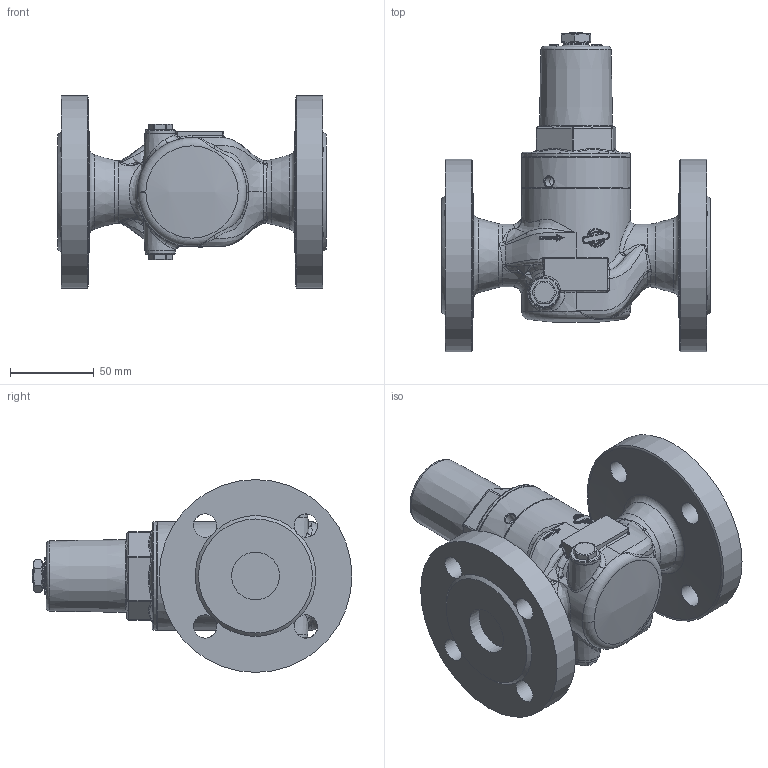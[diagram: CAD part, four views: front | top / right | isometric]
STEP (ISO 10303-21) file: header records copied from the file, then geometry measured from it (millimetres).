
FILE_DESCRIPTION(/* description */ (''),/* implementation_level */ '2;1');
FILE_NAME(/* name */ '082404.stp',/* time_stamp */ '2024-01-22T09:48:36+01:00',/* author */ ('gninka'),/* organization */ (''),/* preprocessor_version */ 'ST-DEVELOPER v19',/* originating_system */ 'Autodesk Inventor 2023',/* authorisation */ '');
FILE_SCHEMA (('AUTOMOTIVE_DESIGN { 1 0 10303 214 3 1 1 }'));
Products named in the file (1): 082404-56330.20240122_step
Bounding box: 160 x 190.78 x 115 mm (x, y, z)
Volume: 862888.5 mm3; surface area: 98890.1 mm2
Topology: 1 solids, 3 shells, 536 faces, 1485 edges, 951 vertices
Faces by surface type: bspline 252, plane 123, cylinder 83, cone 41, torus 28, sphere 9
Full cylindrical faces by diameter (mm): 2 x1, 5 x1, 6.1 x3, 14 x8, 15 x1, 18 x2, 28.5 x2, 65 x2, 115 x2
Entity records: 35426 total; most frequent: CARTESIAN_POINT 23936, ORIENTED_EDGE 2934, DIRECTION 1573, EDGE_CURVE 1467, VERTEX_POINT 948, B_SPLINE_CURVE_WITH_KNOTS 804, AXIS2_PLACEMENT_3D 673, EDGE_LOOP 565
